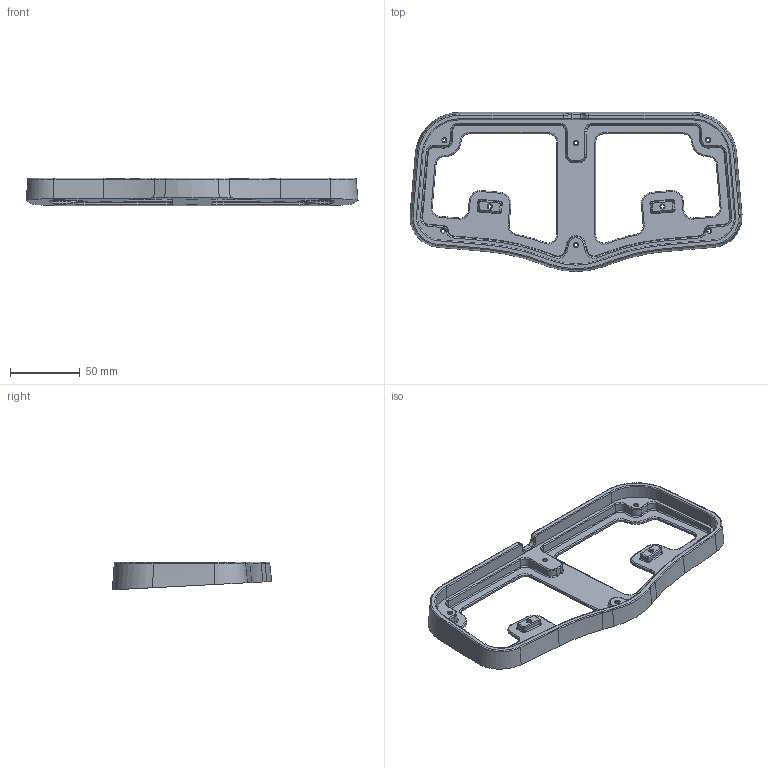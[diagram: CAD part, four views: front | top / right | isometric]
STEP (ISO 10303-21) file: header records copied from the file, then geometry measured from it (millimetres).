
FILE_DESCRIPTION(('FreeCAD Model'),'2;1');
FILE_NAME('Open CASCADE Shape Model','2024-02-25T01:47:16',(''),(''), 'Open CASCADE STEP processor 7.6','FreeCAD','Unknown');
FILE_SCHEMA(('AUTOMOTIVE_DESIGN { 1 0 10303 214 1 1 1 1 }'));
Length unit declared in the file: millimetre
Products named in the file (1): Body
Bounding box: 238.68 x 114.5 x 19.91 mm (x, y, z)
Volume: 84343.3 mm3; surface area: 47172.7 mm2
Topology: 1 solids, 1 shells, 349 faces, 832 edges, 488 vertices
Faces by surface type: cylinder 154, bspline 67, torus 62, plane 58, revolution 8
Full cylindrical faces by diameter (mm): 2.42 x8
Entity records: 28260 total; most frequent: CARTESIAN_POINT 12014, DIRECTION 3003, LINE 1688, VECTOR 1688, ORIENTED_EDGE 1664, PCURVE 1664, DEFINITIONAL_REPRESENTATION 1664, EDGE_CURVE 832
